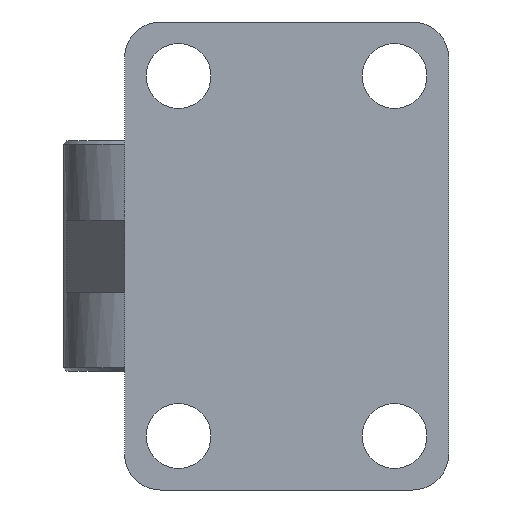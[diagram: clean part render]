
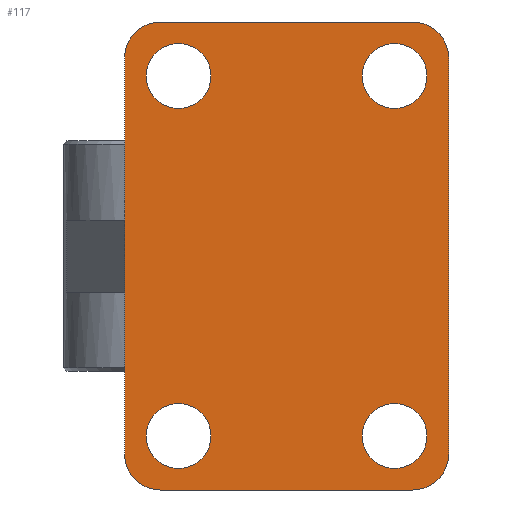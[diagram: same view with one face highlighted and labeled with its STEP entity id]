
A CAD part, front view. The second image highlights one B-rep face of the part: STEP entity #117.
In plain terms, the highlighted planar face has unit normal (0, -1, 0).
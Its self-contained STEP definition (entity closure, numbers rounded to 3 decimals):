
#117 = ADVANCED_FACE( '', ( #220, #221, #222, #223, #224 ), #225, .F. );
#220 = FACE_BOUND( '', #327, .T. );
#221 = FACE_BOUND( '', #328, .T. );
#222 = FACE_BOUND( '', #329, .T. );
#223 = FACE_BOUND( '', #330, .T. );
#224 = FACE_OUTER_BOUND( '', #331, .T. );
#225 = PLANE( '', #332 );
#327 = EDGE_LOOP( '', ( #651 ) );
#328 = EDGE_LOOP( '', ( #652 ) );
#329 = EDGE_LOOP( '', ( #653 ) );
#330 = EDGE_LOOP( '', ( #654 ) );
#331 = EDGE_LOOP( '', ( #655, #656, #657, #658, #659, #660, #661, #662 ) );
#332 = AXIS2_PLACEMENT_3D( '', #663, #664, #665 );
#651 = ORIENTED_EDGE( '', *, *, #666, .T. );
#652 = ORIENTED_EDGE( '', *, *, #748, .T. );
#653 = ORIENTED_EDGE( '', *, *, #747, .T. );
#654 = ORIENTED_EDGE( '', *, *, #749, .T. );
#655 = ORIENTED_EDGE( '', *, *, #692, .F. );
#656 = ORIENTED_EDGE( '', *, *, #708, .F. );
#657 = ORIENTED_EDGE( '', *, *, #751, .F. );
#658 = ORIENTED_EDGE( '', *, *, #753, .F. );
#659 = ORIENTED_EDGE( '', *, *, #755, .F. );
#660 = ORIENTED_EDGE( '', *, *, #757, .F. );
#661 = ORIENTED_EDGE( '', *, *, #759, .F. );
#662 = ORIENTED_EDGE( '', *, *, #760, .F. );
#663 = CARTESIAN_POINT( '', ( 0.5, -45., 27.5 ) );
#664 = DIRECTION( '', ( 0., 1., 0. ) );
#665 = DIRECTION( '', ( 0., 0., 1. ) );
#666 = EDGE_CURVE( '', #768, #768, #769, .T. );
#692 = EDGE_CURVE( '', #815, #803, #817, .T. );
#708 = EDGE_CURVE( '', #843, #815, #845, .T. );
#747 = EDGE_CURVE( '', #909, #909, #910, .T. );
#748 = EDGE_CURVE( '', #911, #911, #912, .T. );
#749 = EDGE_CURVE( '', #913, #913, #914, .T. );
#751 = EDGE_CURVE( '', #915, #843, #917, .T. );
#753 = EDGE_CURVE( '', #918, #915, #920, .T. );
#755 = EDGE_CURVE( '', #921, #918, #923, .T. );
#757 = EDGE_CURVE( '', #924, #921, #926, .T. );
#759 = EDGE_CURVE( '', #927, #924, #929, .T. );
#760 = EDGE_CURVE( '', #803, #927, #930, .T. );
#768 = VERTEX_POINT( '', #942 );
#769 = CIRCLE( '', #943, 4.5 );
#803 = VERTEX_POINT( '', #991 );
#815 = VERTEX_POINT( '', #1009 );
#817 = LINE( '', #1012, #1013 );
#843 = VERTEX_POINT( '', #1050 );
#845 = CIRCLE( '', #1053, 5. );
#909 = VERTEX_POINT( '', #1140 );
#910 = CIRCLE( '', #1141, 4.5 );
#911 = VERTEX_POINT( '', #1142 );
#912 = CIRCLE( '', #1143, 4.5 );
#913 = VERTEX_POINT( '', #1144 );
#914 = CIRCLE( '', #1145, 4.5 );
#915 = VERTEX_POINT( '', #1146 );
#917 = LINE( '', #1149, #1150 );
#918 = VERTEX_POINT( '', #1151 );
#920 = CIRCLE( '', #1154, 5. );
#921 = VERTEX_POINT( '', #1155 );
#923 = LINE( '', #1158, #1159 );
#924 = VERTEX_POINT( '', #1160 );
#926 = CIRCLE( '', #1163, 5. );
#927 = VERTEX_POINT( '', #1164 );
#929 = LINE( '', #1167, #1168 );
#930 = CIRCLE( '', #1169, 5. );
#942 = CARTESIAN_POINT( '', ( 7.5, -45., 25. ) );
#943 = AXIS2_PLACEMENT_3D( '', #1184, #1185, #1186 );
#991 = CARTESIAN_POINT( '', ( -4.5, -45., 27.5 ) );
#1009 = CARTESIAN_POINT( '', ( -4.5, -45., -27.5 ) );
#1012 = CARTESIAN_POINT( '', ( -4.5, -45., -27.5 ) );
#1013 = VECTOR( '', #1220, 1000. );
#1050 = CARTESIAN_POINT( '', ( 0.5, -45., -32.5 ) );
#1053 = AXIS2_PLACEMENT_3D( '', #1242, #1243, #1244 );
#1140 = CARTESIAN_POINT( '', ( 37.5, -45., 25. ) );
#1141 = AXIS2_PLACEMENT_3D( '', #1313, #1314, #1315 );
#1142 = CARTESIAN_POINT( '', ( 7.5, -45., -25. ) );
#1143 = AXIS2_PLACEMENT_3D( '', #1316, #1317, #1318 );
#1144 = CARTESIAN_POINT( '', ( 37.5, -45., -25. ) );
#1145 = AXIS2_PLACEMENT_3D( '', #1319, #1320, #1321 );
#1146 = CARTESIAN_POINT( '', ( 35.5, -45., -32.5 ) );
#1149 = CARTESIAN_POINT( '', ( 35.5, -45., -32.5 ) );
#1150 = VECTOR( '', #1323, 1000. );
#1151 = CARTESIAN_POINT( '', ( 40.5, -45., -27.5 ) );
#1154 = AXIS2_PLACEMENT_3D( '', #1325, #1326, #1327 );
#1155 = CARTESIAN_POINT( '', ( 40.5, -45., 27.5 ) );
#1158 = CARTESIAN_POINT( '', ( 40.5, -45., 27.5 ) );
#1159 = VECTOR( '', #1329, 1000. );
#1160 = CARTESIAN_POINT( '', ( 35.5, -45., 32.5 ) );
#1163 = AXIS2_PLACEMENT_3D( '', #1331, #1332, #1333 );
#1164 = CARTESIAN_POINT( '', ( 0.5, -45., 32.5 ) );
#1167 = CARTESIAN_POINT( '', ( 0.5, -45., 32.5 ) );
#1168 = VECTOR( '', #1335, 1000. );
#1169 = AXIS2_PLACEMENT_3D( '', #1336, #1337, #1338 );
#1184 = CARTESIAN_POINT( '', ( 3., -45., 25. ) );
#1185 = DIRECTION( '', ( 0., 1., 0. ) );
#1186 = DIRECTION( '', ( 1., 0., 0. ) );
#1220 = DIRECTION( '', ( 0., 0., 1. ) );
#1242 = CARTESIAN_POINT( '', ( 0.5, -45., -27.5 ) );
#1243 = DIRECTION( '', ( 0., 1., 0. ) );
#1244 = DIRECTION( '', ( 1., 0., 0. ) );
#1313 = CARTESIAN_POINT( '', ( 33., -45., 25. ) );
#1314 = DIRECTION( '', ( 0., 1., 0. ) );
#1315 = DIRECTION( '', ( 1., 0., 0. ) );
#1316 = CARTESIAN_POINT( '', ( 3., -45., -25. ) );
#1317 = DIRECTION( '', ( 0., 1., 0. ) );
#1318 = DIRECTION( '', ( 1., 0., 0. ) );
#1319 = CARTESIAN_POINT( '', ( 33., -45., -25. ) );
#1320 = DIRECTION( '', ( 0., 1., 0. ) );
#1321 = DIRECTION( '', ( 1., 0., 0. ) );
#1323 = DIRECTION( '', ( -1., 0., 0. ) );
#1325 = CARTESIAN_POINT( '', ( 35.5, -45., -27.5 ) );
#1326 = DIRECTION( '', ( 0., 1., 0. ) );
#1327 = DIRECTION( '', ( 1., 0., 0. ) );
#1329 = DIRECTION( '', ( 0., 0., -1. ) );
#1331 = CARTESIAN_POINT( '', ( 35.5, -45., 27.5 ) );
#1332 = DIRECTION( '', ( 0., 1., 0. ) );
#1333 = DIRECTION( '', ( 1., 0., 0. ) );
#1335 = DIRECTION( '', ( 1., 0., 0. ) );
#1336 = CARTESIAN_POINT( '', ( 0.5, -45., 27.5 ) );
#1337 = DIRECTION( '', ( 0., 1., 0. ) );
#1338 = DIRECTION( '', ( 1., 0., 0. ) );
